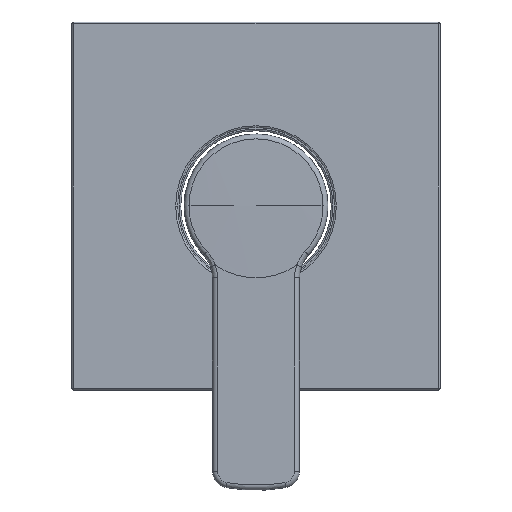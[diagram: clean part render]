
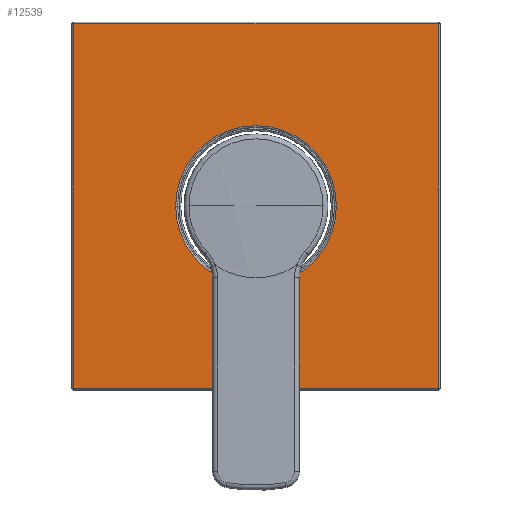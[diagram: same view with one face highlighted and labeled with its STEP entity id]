
A CAD part, top view. The second image highlights one B-rep face of the part: STEP entity #12539.
In plain terms, the highlighted planar face has unit normal (0, 0, 1).
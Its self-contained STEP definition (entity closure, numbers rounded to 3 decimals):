
#11162=DIRECTION('',(0.,-1.,0.));
#11163=VECTOR('',#11162,109.);
#11164=CARTESIAN_POINT('',(-54.5,54.5,-2.));
#11165=LINE('',#11164,#11163);
#11166=DIRECTION('',(-1.,0.,0.));
#11167=VECTOR('',#11166,109.);
#11168=CARTESIAN_POINT('',(54.5,54.5,-2.));
#11169=LINE('',#11168,#11167);
#11170=DIRECTION('',(0.,1.,0.));
#11171=VECTOR('',#11170,109.);
#11172=CARTESIAN_POINT('',(54.5,-54.5,-2.));
#11173=LINE('',#11172,#11171);
#11174=DIRECTION('',(1.,0.,0.));
#11175=VECTOR('',#11174,109.);
#11176=CARTESIAN_POINT('',(-54.5,-54.5,-2.));
#11177=LINE('',#11176,#11175);
#11178=CARTESIAN_POINT('',(0.,0.,-2.));
#11179=DIRECTION('',(0.,0.,-1.));
#11180=DIRECTION('',(1.,0.,0.));
#11181=AXIS2_PLACEMENT_3D('',#11178,#11179,#11180);
#11183=CARTESIAN_POINT('',(0.,0.,-2.));
#11184=DIRECTION('',(0.,0.,-1.));
#11185=DIRECTION('',(-1.,0.,0.));
#11186=AXIS2_PLACEMENT_3D('',#11183,#11184,#11185);
#11601=CARTESIAN_POINT('',(-54.5,54.5,-2.));
#11602=CARTESIAN_POINT('',(-54.5,-54.5,-2.));
#11603=VERTEX_POINT('',#11601);
#11604=VERTEX_POINT('',#11602);
#11609=CARTESIAN_POINT('',(54.5,-54.5,-2.));
#11610=VERTEX_POINT('',#11609);
#11615=CARTESIAN_POINT('',(54.5,54.5,-2.));
#11616=VERTEX_POINT('',#11615);
#11669=CARTESIAN_POINT('',(24.,0.,-2.));
#11670=CARTESIAN_POINT('',(-24.,0.,-2.));
#11671=VERTEX_POINT('',#11669);
#11672=VERTEX_POINT('',#11670);
#12519=CARTESIAN_POINT('',(0.,0.,-2.));
#12520=DIRECTION('',(0.,0.,1.));
#12521=DIRECTION('',(-1.,0.,0.));
#12522=AXIS2_PLACEMENT_3D('',#12519,#12520,#12521);
#12523=PLANE('',#12522);
#12525=ORIENTED_EDGE('',*,*,#12524,.F.);
#12526=ORIENTED_EDGE('',*,*,#12502,.F.);
#12528=ORIENTED_EDGE('',*,*,#12527,.F.);
#12530=ORIENTED_EDGE('',*,*,#12529,.F.);
#12531=EDGE_LOOP('',(#12525,#12526,#12528,#12530));
#12532=FACE_OUTER_BOUND('',#12531,.F.);
#12534=ORIENTED_EDGE('',*,*,#12533,.F.);
#12536=ORIENTED_EDGE('',*,*,#12535,.F.);
#12537=EDGE_LOOP('',(#12534,#12536));
#12538=FACE_BOUND('',#12537,.F.);
#12539=ADVANCED_FACE('',(#12532,#12538),#12523,.T.);
#11182=CIRCLE('',#11181,24.);
#11187=CIRCLE('',#11186,24.);
#12502=EDGE_CURVE('',#11616,#11603,#11169,.T.);
#12524=EDGE_CURVE('',#11603,#11604,#11165,.T.);
#12527=EDGE_CURVE('',#11610,#11616,#11173,.T.);
#12529=EDGE_CURVE('',#11604,#11610,#11177,.T.);
#12533=EDGE_CURVE('',#11671,#11672,#11182,.T.);
#12535=EDGE_CURVE('',#11672,#11671,#11187,.T.);
